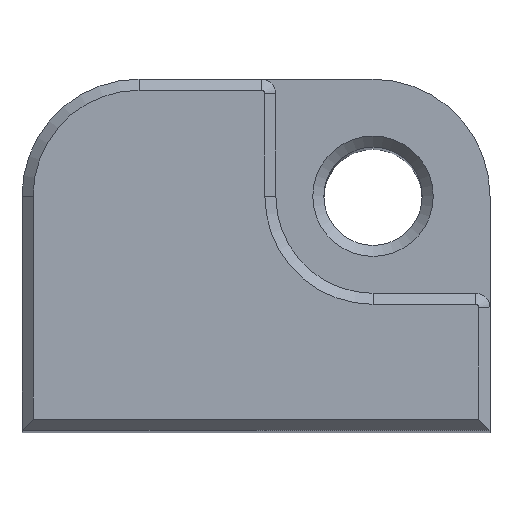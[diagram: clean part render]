
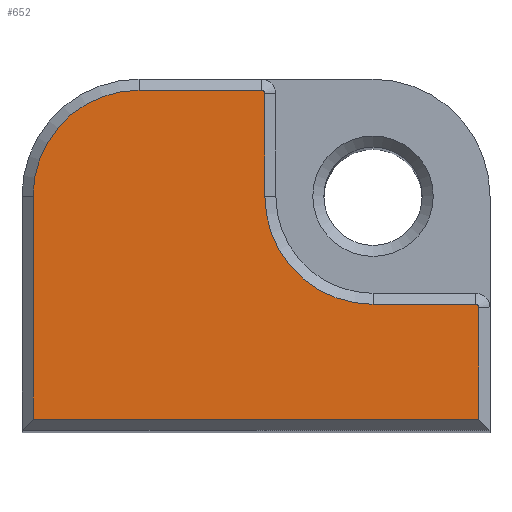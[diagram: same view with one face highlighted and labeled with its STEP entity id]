
A CAD part, top view. The second image highlights one B-rep face of the part: STEP entity #652.
In plain terms, the highlighted planar face has unit normal (0, 0, 1).
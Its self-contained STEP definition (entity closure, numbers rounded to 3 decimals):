
#39=CIRCLE('',#715,5.871);
#41=CIRCLE('',#719,0.194);
#43=CIRCLE('',#723,5.75);
#45=CIRCLE('',#727,0.194);
#91=FACE_OUTER_BOUND('',#131,.T.);
#131=EDGE_LOOP('',(#536,#537,#538,#539,#540,#541,#542,#543,#544,#545));
#147=LINE('',#967,#210);
#152=LINE('',#976,#215);
#173=LINE('',#1044,#236);
#178=LINE('',#1058,#241);
#182=LINE('',#1070,#245);
#185=LINE('',#1079,#248);
#210=VECTOR('',#763,10.);
#215=VECTOR('',#770,10.);
#236=VECTOR('',#835,10.);
#241=VECTOR('',#848,10.);
#245=VECTOR('',#860,10.);
#248=VECTOR('',#871,10.);
#273=VERTEX_POINT('',#964);
#274=VERTEX_POINT('',#966);
#277=VERTEX_POINT('',#974);
#301=VERTEX_POINT('',#1041);
#302=VERTEX_POINT('',#1043);
#305=VERTEX_POINT('',#1051);
#307=VERTEX_POINT('',#1056);
#309=VERTEX_POINT('',#1063);
#311=VERTEX_POINT('',#1068);
#313=VERTEX_POINT('',#1075);
#329=EDGE_CURVE('',#273,#274,#147,.T.);
#334=EDGE_CURVE('',#277,#273,#152,.T.);
#367=EDGE_CURVE('',#301,#302,#173,.T.);
#372=EDGE_CURVE('',#305,#301,#39,.T.);
#374=EDGE_CURVE('',#307,#305,#178,.T.);
#378=EDGE_CURVE('',#309,#307,#41,.T.);
#380=EDGE_CURVE('',#311,#309,#182,.T.);
#384=EDGE_CURVE('',#313,#311,#43,.T.);
#385=EDGE_CURVE('',#274,#313,#185,.T.);
#388=EDGE_CURVE('',#302,#277,#45,.T.);
#536=ORIENTED_EDGE('',*,*,#329,.F.);
#537=ORIENTED_EDGE('',*,*,#334,.F.);
#538=ORIENTED_EDGE('',*,*,#388,.F.);
#539=ORIENTED_EDGE('',*,*,#367,.F.);
#540=ORIENTED_EDGE('',*,*,#372,.F.);
#541=ORIENTED_EDGE('',*,*,#374,.F.);
#542=ORIENTED_EDGE('',*,*,#378,.F.);
#543=ORIENTED_EDGE('',*,*,#380,.F.);
#544=ORIENTED_EDGE('',*,*,#384,.F.);
#545=ORIENTED_EDGE('',*,*,#385,.F.);
#621=PLANE('',#737);
#652=ADVANCED_FACE('',(#91),#621,.T.);
#715=AXIS2_PLACEMENT_3D('',#1053,#843,#844);
#719=AXIS2_PLACEMENT_3D('',#1065,#855,#856);
#723=AXIS2_PLACEMENT_3D('',#1077,#867,#868);
#727=AXIS2_PLACEMENT_3D('',#1083,#877,#878);
#737=AXIS2_PLACEMENT_3D('',#1112,#909,#910);
#763=DIRECTION('',(-1.,0.,0.));
#770=DIRECTION('',(0.,-1.,0.));
#835=DIRECTION('',(1.,0.,0.));
#843=DIRECTION('center_axis',(0.,0.,1.));
#844=DIRECTION('ref_axis',(-0.707,-0.707,0.));
#848=DIRECTION('',(0.,-1.,0.));
#855=DIRECTION('center_axis',(0.,0.,-1.));
#856=DIRECTION('ref_axis',(0.707,0.707,0.));
#860=DIRECTION('',(1.,0.,0.));
#867=DIRECTION('center_axis',(0.,0.,-1.));
#868=DIRECTION('ref_axis',(-0.707,0.707,0.));
#871=DIRECTION('',(0.,1.,0.));
#877=DIRECTION('center_axis',(0.,0.,-1.));
#878=DIRECTION('ref_axis',(0.707,0.707,0.));
#909=DIRECTION('center_axis',(0.,0.,1.));
#910=DIRECTION('ref_axis',(1.,0.,0.));
#964=CARTESIAN_POINT('',(24.8,6.95,84.138));
#966=CARTESIAN_POINT('',(0.6,6.95,84.138));
#967=CARTESIAN_POINT('',(6.35,6.95,84.138));
#974=CARTESIAN_POINT('',(24.8,12.985,84.138));
#976=CARTESIAN_POINT('',(24.8,6.35,84.138));
#1041=CARTESIAN_POINT('',(19.05,13.179,84.138));
#1043=CARTESIAN_POINT('',(24.606,13.179,84.138));
#1044=CARTESIAN_POINT('',(19.05,13.179,84.138));
#1051=CARTESIAN_POINT('',(13.179,19.05,84.138));
#1053=CARTESIAN_POINT('Origin',(19.05,19.05,84.138));
#1056=CARTESIAN_POINT('',(13.179,24.606,84.138));
#1058=CARTESIAN_POINT('',(13.179,13.24,84.138));
#1063=CARTESIAN_POINT('',(12.985,24.8,84.138));
#1065=CARTESIAN_POINT('Origin',(12.985,24.606,84.138));
#1068=CARTESIAN_POINT('',(6.35,24.8,84.138));
#1070=CARTESIAN_POINT('',(19.05,24.8,84.138));
#1075=CARTESIAN_POINT('',(0.6,19.05,84.138));
#1077=CARTESIAN_POINT('Origin',(6.35,19.05,84.138));
#1079=CARTESIAN_POINT('',(0.6,19.05,84.138));
#1083=CARTESIAN_POINT('Origin',(24.606,12.985,84.138));
#1112=CARTESIAN_POINT('Origin',(12.7,12.7,84.138));
